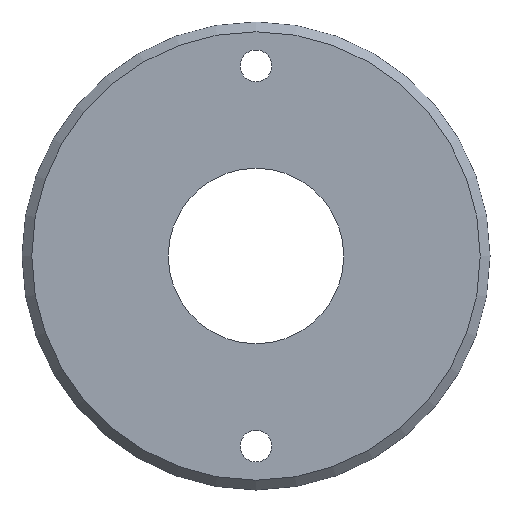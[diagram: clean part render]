
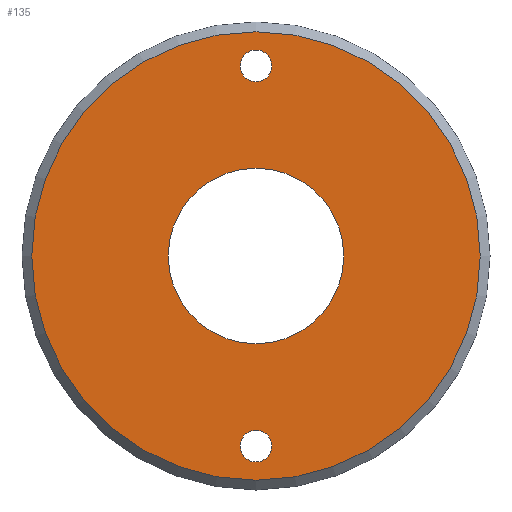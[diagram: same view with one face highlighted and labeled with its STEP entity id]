
A CAD part, left-side view. The second image highlights one B-rep face of the part: STEP entity #135.
In plain terms, the highlighted planar face has unit normal (-1, 0, 0).
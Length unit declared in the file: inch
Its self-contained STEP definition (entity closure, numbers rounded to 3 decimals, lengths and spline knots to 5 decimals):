
#15=PLANE('',#156);
#23=FACE_BOUND('',#50,.T.);
#24=FACE_BOUND('',#51,.T.);
#25=FACE_BOUND('',#52,.T.);
#37=FACE_OUTER_BOUND('',#49,.T.);
#49=EDGE_LOOP('',(#109));
#50=EDGE_LOOP('',(#110));
#51=EDGE_LOOP('',(#111));
#52=EDGE_LOOP('',(#112));
#69=CIRCLE('',#152,2.875);
#72=CIRCLE('',#157,1.125);
#73=CIRCLE('',#158,0.20313);
#74=CIRCLE('',#159,0.20313);
#81=VERTEX_POINT('',#221);
#84=VERTEX_POINT('',#229);
#85=VERTEX_POINT('',#231);
#86=VERTEX_POINT('',#233);
#93=EDGE_CURVE('',#81,#81,#69,.T.);
#96=EDGE_CURVE('',#84,#84,#72,.T.);
#97=EDGE_CURVE('',#85,#85,#73,.T.);
#98=EDGE_CURVE('',#86,#86,#74,.T.);
#109=ORIENTED_EDGE('',*,*,#93,.F.);
#110=ORIENTED_EDGE('',*,*,#96,.T.);
#111=ORIENTED_EDGE('',*,*,#97,.T.);
#112=ORIENTED_EDGE('',*,*,#98,.T.);
#135=ADVANCED_FACE('',(#37,#23,#24,#25),#15,.T.);
#152=AXIS2_PLACEMENT_3D('',#222,#177,#178);
#156=AXIS2_PLACEMENT_3D('',#228,#185,#186);
#157=AXIS2_PLACEMENT_3D('',#230,#187,#188);
#158=AXIS2_PLACEMENT_3D('',#232,#189,#190);
#159=AXIS2_PLACEMENT_3D('',#234,#191,#192);
#177=DIRECTION('center_axis',(1.,0.,0.));
#178=DIRECTION('ref_axis',(0.,-1.,0.));
#185=DIRECTION('center_axis',(-1.,0.,0.));
#186=DIRECTION('ref_axis',(0.,0.,1.));
#187=DIRECTION('center_axis',(1.,0.,0.));
#188=DIRECTION('ref_axis',(0.,1.,0.));
#189=DIRECTION('center_axis',(1.,0.,0.));
#190=DIRECTION('ref_axis',(0.,0.,-1.));
#191=DIRECTION('center_axis',(1.,0.,0.));
#192=DIRECTION('ref_axis',(0.,0.,-1.));
#221=CARTESIAN_POINT('',(0.,2.875,0.));
#222=CARTESIAN_POINT('Origin',(0.,0.,0.));
#228=CARTESIAN_POINT('Origin',(0.,2.0625,0.));
#229=CARTESIAN_POINT('',(0.,1.125,0.));
#230=CARTESIAN_POINT('Origin',(0.,0.,0.));
#231=CARTESIAN_POINT('',(0.,0.,2.64063));
#232=CARTESIAN_POINT('Origin',(0.,0.,2.4375));
#233=CARTESIAN_POINT('',(0.,0.,-2.23438));
#234=CARTESIAN_POINT('Origin',(0.,0.,-2.4375));
